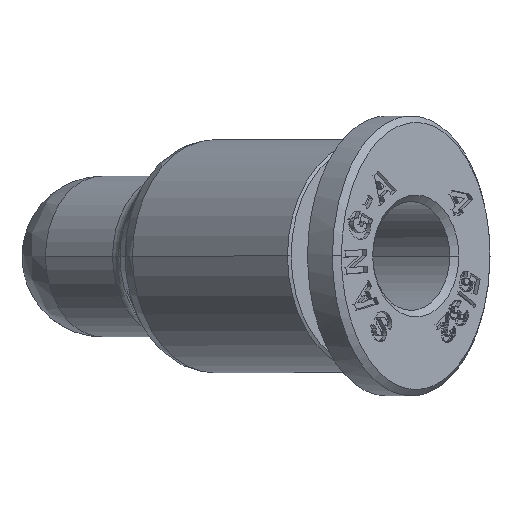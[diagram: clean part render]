
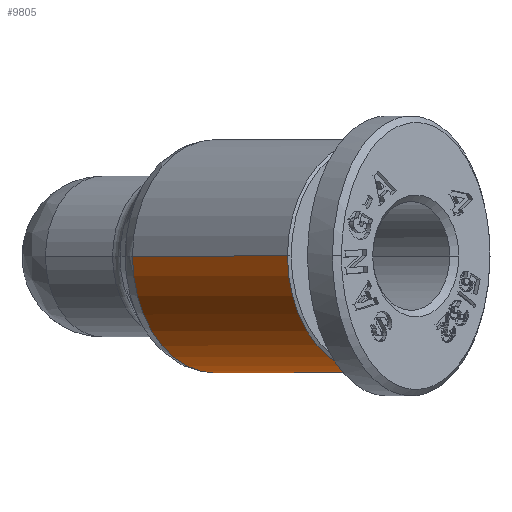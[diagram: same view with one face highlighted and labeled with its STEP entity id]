
A CAD part, top view. The second image highlights one B-rep face of the part: STEP entity #9805.
In plain terms, the highlighted cylindrical face has radius 4.5 mm (diameter 9 mm), a partial arc.
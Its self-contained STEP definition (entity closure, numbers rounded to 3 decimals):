
#261 = DIRECTION ( 'NONE',  ( 0.707, 0., -0.707 ) ) ;
#1035 = ORIENTED_EDGE ( 'NONE', *, *, #6959, .T. ) ;
#1095 = AXIS2_PLACEMENT_3D ( 'NONE', #7810, #3452, #261 ) ;
#1549 = CARTESIAN_POINT ( 'NONE',  ( 6.856, 0., 13.682 ) ) ;
#2050 = DIRECTION ( 'NONE',  ( -0.707, 0., -0.707 ) ) ;
#2204 = CARTESIAN_POINT ( 'NONE',  ( 9.335, 0., 16.162 ) ) ;
#2457 = LINE ( 'NONE', #2204, #9190 ) ;
#2945 = AXIS2_PLACEMENT_3D ( 'NONE', #13713, #2050, #9554 ) ;
#3149 = CARTESIAN_POINT ( 'NONE',  ( 12.835, 0., 19.662 ) ) ;
#3452 = DIRECTION ( 'NONE',  ( 0.707, 0., 0.707 ) ) ;
#3512 = CIRCLE ( 'NONE', #7381, 4.5 ) ;
#3577 = VERTEX_POINT ( 'NONE', #3149 ) ;
#3611 = DIRECTION ( 'NONE',  ( 0.707, 0., -0.707 ) ) ;
#4389 = EDGE_LOOP ( 'NONE', ( #8208, #6998, #1035, #12834 ) ) ;
#4674 = FACE_OUTER_BOUND ( 'NONE', #4389, .T. ) ;
#5548 = DIRECTION ( 'NONE',  ( 0.707, 0., 0.707 ) ) ;
#5843 = VERTEX_POINT ( 'NONE', #8841 ) ;
#6159 = CARTESIAN_POINT ( 'NONE',  ( 6.471, 0., 26.026 ) ) ;
#6505 = DIRECTION ( 'NONE',  ( 0.707, 0., 0.707 ) ) ;
#6929 = DIRECTION ( 'NONE',  ( -0.707, 0., -0.707 ) ) ;
#6959 = EDGE_CURVE ( 'NONE', #9316, #3577, #2457, .T. ) ;
#6998 = ORIENTED_EDGE ( 'NONE', *, *, #9263, .F. ) ;
#7139 = EDGE_CURVE ( 'NONE', #5843, #12458, #8499, .T. ) ;
#7381 = AXIS2_PLACEMENT_3D ( 'NONE', #12165, #6929, #3611 ) ;
#7810 = CARTESIAN_POINT ( 'NONE',  ( 6.153, 0., 19.344 ) ) ;
#8208 = ORIENTED_EDGE ( 'NONE', *, *, #7139, .F. ) ;
#8499 = LINE ( 'NONE', #13067, #12679 ) ;
#8841 = CARTESIAN_POINT ( 'NONE',  ( 0.492, 0., 20.046 ) ) ;
#9190 = VECTOR ( 'NONE', #6505, 1000. ) ;
#9263 = EDGE_CURVE ( 'NONE', #9316, #5843, #3512, .T. ) ;
#9316 = VERTEX_POINT ( 'NONE', #1549 ) ;
#9418 = CYLINDRICAL_SURFACE ( 'NONE', #1095, 4.5 ) ;
#9554 = DIRECTION ( 'NONE',  ( 0.707, 0., -0.707 ) ) ;
#9559 = EDGE_CURVE ( 'NONE', #3577, #12458, #10584, .T. ) ;
#9805 = ADVANCED_FACE ( 'NONE', ( #4674 ), #9418, .T. ) ;
#10584 = CIRCLE ( 'NONE', #2945, 4.5 ) ;
#12165 = CARTESIAN_POINT ( 'NONE',  ( 3.674, 0., 16.864 ) ) ;
#12458 = VERTEX_POINT ( 'NONE', #6159 ) ;
#12679 = VECTOR ( 'NONE', #5548, 1000. ) ;
#12834 = ORIENTED_EDGE ( 'NONE', *, *, #9559, .T. ) ;
#13067 = CARTESIAN_POINT ( 'NONE',  ( 2.971, 0., 22.526 ) ) ;
#13713 = CARTESIAN_POINT ( 'NONE',  ( 9.653, 0., 22.844 ) ) ;
